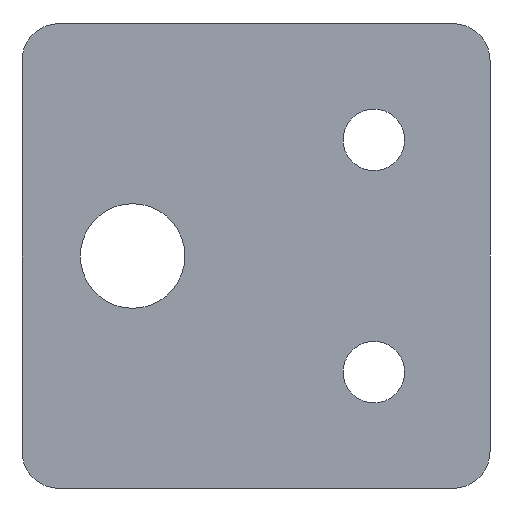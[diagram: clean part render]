
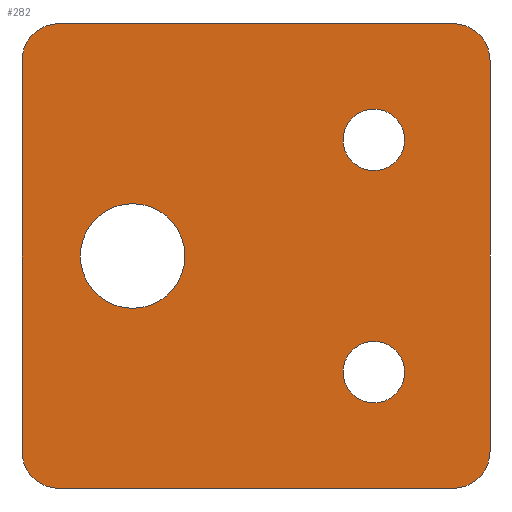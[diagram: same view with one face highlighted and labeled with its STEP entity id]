
A CAD part, front view. The second image highlights one B-rep face of the part: STEP entity #282.
In plain terms, the highlighted planar face has unit normal (0, -1, 0).
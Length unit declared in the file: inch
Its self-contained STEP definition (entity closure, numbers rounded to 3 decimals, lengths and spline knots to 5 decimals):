
#21=FACE_BOUND('',#67,.T.);
#22=FACE_BOUND('',#68,.T.);
#23=FACE_BOUND('',#69,.T.);
#30=PLANE('',#333);
#45=FACE_OUTER_BOUND('',#66,.T.);
#66=EDGE_LOOP('',(#249,#250,#251,#252,#253,#254,#255,#256));
#67=EDGE_LOOP('',(#257));
#68=EDGE_LOOP('',(#258));
#69=EDGE_LOOP('',(#259));
#77=LINE('',#448,#97);
#83=LINE('',#464,#103);
#88=LINE('',#481,#108);
#89=LINE('',#494,#109);
#97=VECTOR('',#363,0.3937);
#103=VECTOR('',#377,0.3937);
#108=VECTOR('',#396,0.3937);
#109=VECTOR('',#415,0.3937);
#113=CIRCLE('',#308,0.125);
#117=CIRCLE('',#315,0.125);
#121=CIRCLE('',#322,0.125);
#122=CIRCLE('',#325,0.125);
#123=CIRCLE('',#327,0.10433);
#124=CIRCLE('',#329,0.10433);
#125=CIRCLE('',#331,0.17717);
#132=VERTEX_POINT('',#432);
#133=VERTEX_POINT('',#434);
#137=VERTEX_POINT('',#447);
#140=VERTEX_POINT('',#454);
#141=VERTEX_POINT('',#456);
#143=VERTEX_POINT('',#462);
#147=VERTEX_POINT('',#475);
#148=VERTEX_POINT('',#479);
#149=VERTEX_POINT('',#485);
#150=VERTEX_POINT('',#488);
#151=VERTEX_POINT('',#491);
#158=EDGE_CURVE('',#132,#133,#113,.T.);
#165=EDGE_CURVE('',#133,#137,#77,.T.);
#169=EDGE_CURVE('',#140,#141,#117,.T.);
#173=EDGE_CURVE('',#143,#140,#83,.T.);
#180=EDGE_CURVE('',#147,#143,#121,.T.);
#182=EDGE_CURVE('',#148,#147,#88,.T.);
#183=EDGE_CURVE('',#137,#148,#122,.T.);
#184=EDGE_CURVE('',#149,#149,#123,.T.);
#185=EDGE_CURVE('',#150,#150,#124,.T.);
#186=EDGE_CURVE('',#151,#151,#125,.T.);
#187=EDGE_CURVE('',#141,#132,#89,.T.);
#249=ORIENTED_EDGE('',*,*,#158,.F.);
#250=ORIENTED_EDGE('',*,*,#187,.F.);
#251=ORIENTED_EDGE('',*,*,#169,.F.);
#252=ORIENTED_EDGE('',*,*,#173,.F.);
#253=ORIENTED_EDGE('',*,*,#180,.F.);
#254=ORIENTED_EDGE('',*,*,#182,.F.);
#255=ORIENTED_EDGE('',*,*,#183,.F.);
#256=ORIENTED_EDGE('',*,*,#165,.F.);
#257=ORIENTED_EDGE('',*,*,#184,.T.);
#258=ORIENTED_EDGE('',*,*,#185,.T.);
#259=ORIENTED_EDGE('',*,*,#186,.T.);
#282=ADVANCED_FACE('',(#45,#21,#22,#23),#30,.F.);
#308=AXIS2_PLACEMENT_3D('',#435,#349,#350);
#315=AXIS2_PLACEMENT_3D('',#457,#370,#371);
#322=AXIS2_PLACEMENT_3D('',#477,#391,#392);
#325=AXIS2_PLACEMENT_3D('',#483,#399,#400);
#327=AXIS2_PLACEMENT_3D('',#486,#403,#404);
#329=AXIS2_PLACEMENT_3D('',#489,#407,#408);
#331=AXIS2_PLACEMENT_3D('',#492,#411,#412);
#333=AXIS2_PLACEMENT_3D('',#495,#416,#417);
#349=DIRECTION('center_axis',(0.,1.,0.));
#350=DIRECTION('ref_axis',(-0.707,0.,-0.707));
#363=DIRECTION('',(0.,0.,1.));
#370=DIRECTION('center_axis',(0.,1.,0.));
#371=DIRECTION('ref_axis',(0.707,0.,-0.707));
#377=DIRECTION('',(0.,0.,-1.));
#391=DIRECTION('center_axis',(0.,1.,0.));
#392=DIRECTION('ref_axis',(0.707,0.,0.707));
#396=DIRECTION('',(1.,0.,0.));
#399=DIRECTION('center_axis',(0.,1.,0.));
#400=DIRECTION('ref_axis',(-0.707,0.,0.707));
#403=DIRECTION('center_axis',(0.,1.,0.));
#404=DIRECTION('ref_axis',(1.,0.,0.));
#407=DIRECTION('center_axis',(0.,1.,0.));
#408=DIRECTION('ref_axis',(1.,0.,0.));
#411=DIRECTION('center_axis',(0.,1.,0.));
#412=DIRECTION('ref_axis',(1.,0.,0.));
#415=DIRECTION('',(-1.,0.,0.));
#416=DIRECTION('center_axis',(0.,1.,0.));
#417=DIRECTION('ref_axis',(0.,0.,1.));
#432=CARTESIAN_POINT('',(-1.06728,0.,-0.7874));
#434=CARTESIAN_POINT('',(-1.19228,0.,-0.6624));
#435=CARTESIAN_POINT('Origin',(-1.06728,0.,-0.6624));
#447=CARTESIAN_POINT('',(-1.19228,0.,0.6624));
#448=CARTESIAN_POINT('',(-1.19228,0.,-0.7874));
#454=CARTESIAN_POINT('',(0.3937,0.,-0.6624));
#456=CARTESIAN_POINT('',(0.2687,0.,-0.7874));
#457=CARTESIAN_POINT('Origin',(0.2687,0.,-0.6624));
#462=CARTESIAN_POINT('',(0.3937,0.,0.6624));
#464=CARTESIAN_POINT('',(0.3937,0.,0.7874));
#475=CARTESIAN_POINT('',(0.2687,0.,0.7874));
#477=CARTESIAN_POINT('Origin',(0.2687,0.,0.6624));
#479=CARTESIAN_POINT('',(-1.06728,0.,0.7874));
#481=CARTESIAN_POINT('',(-1.19228,0.,0.7874));
#483=CARTESIAN_POINT('Origin',(-1.06728,0.,0.6624));
#485=CARTESIAN_POINT('',(-0.10433,0.,-0.3937));
#486=CARTESIAN_POINT('Origin',(0.,0.,-0.3937));
#488=CARTESIAN_POINT('',(-0.10433,0.,0.3937));
#489=CARTESIAN_POINT('Origin',(0.,0.,0.3937));
#491=CARTESIAN_POINT('',(-0.99445,0.,0.));
#492=CARTESIAN_POINT('Origin',(-0.81728,0.,0.));
#494=CARTESIAN_POINT('',(0.3937,0.,-0.7874));
#495=CARTESIAN_POINT('Origin',(-0.79299,0.,0.));
